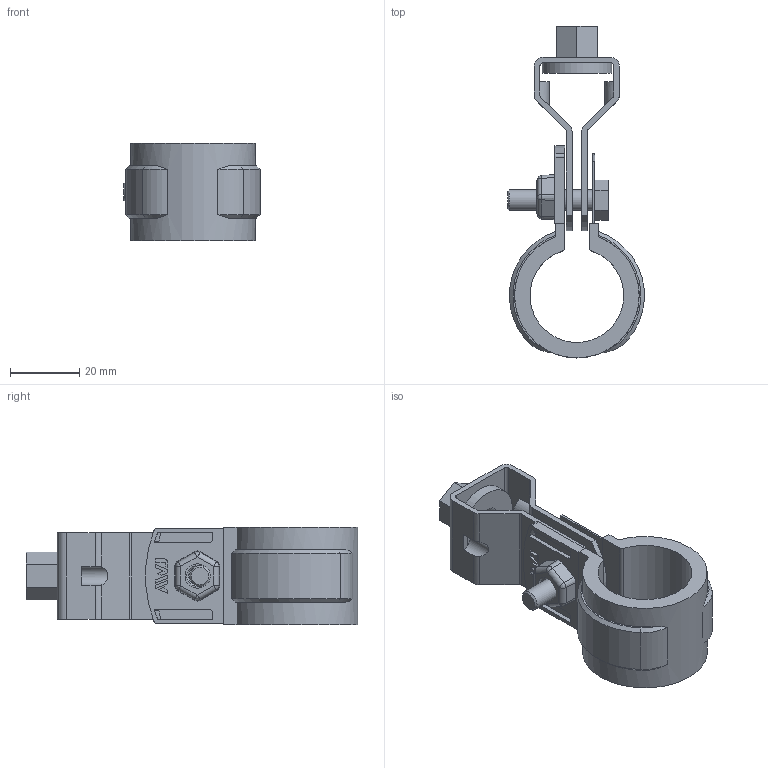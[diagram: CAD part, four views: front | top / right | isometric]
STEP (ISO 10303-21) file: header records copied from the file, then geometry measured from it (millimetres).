
FILE_DESCRIPTION( ( 'STEP AP203' ), '1' );
FILE_NAME( 'PE20.step', '2022-07-11T07:21:03', ( ' ' ), ( ' ' ), 'XStep 1.0', ' ', ' ' );
FILE_SCHEMA( ( 'CONFIG_CONTROL_DESIGN' ) );
Length unit declared in the file: millimetre
Products named in the file (7): 1; 2; 3; 4; 5; 6; 7
Bounding box: 39.29 x 95.53 x 28 mm (x, y, z)
Volume: 22506.5 mm3; surface area: 29317.6 mm2
Topology: 7 solids, 7 shells, 325 faces, 926 edges, 609 vertices
Faces by surface type: plane 177, cylinder 103, cone 23, bspline 14, offset 8
Full cylindrical faces by diameter (mm): 4.917 x1, 6 x1, 7 x3, 8.5 x1, 10.5 x2, 15 x1, 20 x1
Entity records: 13090 total; most frequent: CARTESIAN_POINT 4452, ORIENTED_EDGE 1818, DIRECTION 1610, EDGE_CURVE 909, VERTEX_POINT 605, LINE 548, VECTOR 548, AXIS2_PLACEMENT_3D 531
